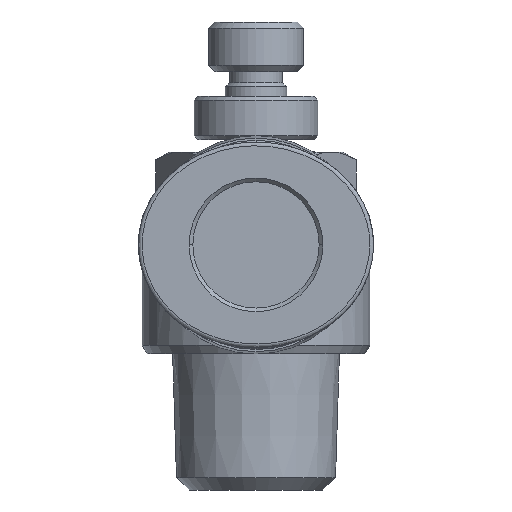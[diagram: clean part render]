
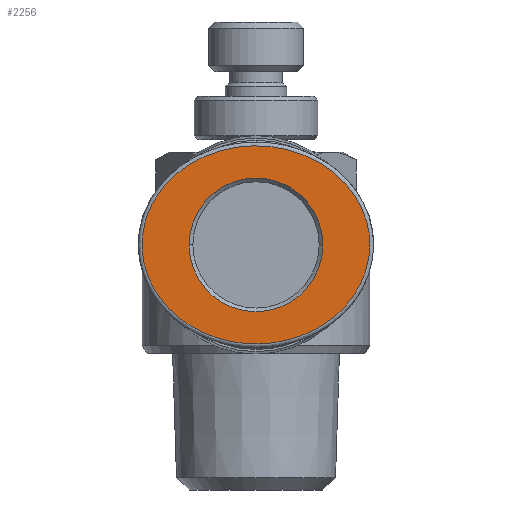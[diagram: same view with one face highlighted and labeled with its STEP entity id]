
A CAD part, front view. The second image highlights one B-rep face of the part: STEP entity #2256.
In plain terms, the highlighted planar face has unit normal (0, -1, 0).
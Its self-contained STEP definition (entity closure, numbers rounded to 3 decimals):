
#864=CARTESIAN_POINT('',(-5.363,-20.436,0.9));
#865=VERTEX_POINT('',#864);
#872=CARTESIAN_POINT('',(5.437,-20.436,0.9));
#873=VERTEX_POINT('',#872);
#874=CARTESIAN_POINT('',(0.037,-20.436,0.9));
#875=DIRECTION('',(0.0,-1.0,0.0));
#876=DIRECTION('',(-1.0,0.0,0.0));
#877=AXIS2_PLACEMENT_3D('',#874,#875,#876);
#878=CIRCLE('',#877,5.4);
#879=EDGE_CURVE('',#865,#873,#878,.T.);
#2185=CARTESIAN_POINT('',(0.037,-20.436,0.9));
#2186=DIRECTION('',(0.0,-1.0,0.0));
#2187=DIRECTION('',(-1.0,0.0,0.0));
#2188=AXIS2_PLACEMENT_3D('',#2185,#2186,#2187);
#2189=CIRCLE('',#2188,5.4);
#2190=EDGE_CURVE('',#873,#865,#2189,.T.);
#2214=CARTESIAN_POINT('',(9.537,-20.436,0.9));
#2215=DIRECTION('',(0.0,1.0,0.0));
#2216=DIRECTION('',(0.0,0.0,1.0));
#2217=AXIS2_PLACEMENT_3D('',#2214,#2215,#2216);
#2218=PLANE('',#2217);
#2219=CARTESIAN_POINT('',(9.237,-20.436,0.9));
#2220=VERTEX_POINT('',#2219);
#2221=CARTESIAN_POINT('',(9.237,-20.436,0.9));
#2222=CARTESIAN_POINT('',(9.237,-20.436,-0.995));
#2223=CARTESIAN_POINT('',(8.399,-20.436,-2.881));
#2224=CARTESIAN_POINT('',(5.636,-20.436,-5.741));
#2225=CARTESIAN_POINT('',(3.631,-20.436,-6.687));
#2226=CARTESIAN_POINT('',(-0.208,-20.436,-7.248));
#2227=CARTESIAN_POINT('',(-2.043,-20.436,-7.052));
#2228=CARTESIAN_POINT('',(-5.058,-20.436,-5.884));
#2229=CARTESIAN_POINT('',(-6.304,-20.436,-5.056));
#2230=CARTESIAN_POINT('',(-7.985,-20.436,-3.147));
#2231=CARTESIAN_POINT('',(-8.537,-20.436,-2.192));
#2232=CARTESIAN_POINT('',(-9.058,-20.436,-0.484));
#2233=CARTESIAN_POINT('',(-9.163,-20.436,0.21));
#2234=CARTESIAN_POINT('',(-9.162,-20.436,1.601));
#2235=CARTESIAN_POINT('',(-9.054,-20.436,2.303));
#2236=CARTESIAN_POINT('',(-8.524,-20.436,4.028));
#2237=CARTESIAN_POINT('',(-7.943,-20.436,5.015));
#2238=CARTESIAN_POINT('',(-6.065,-20.436,7.095));
#2239=CARTESIAN_POINT('',(-4.546,-20.436,7.997));
#2240=CARTESIAN_POINT('',(-1.196,-20.436,8.982));
#2241=CARTESIAN_POINT('',(0.645,-20.436,9.033));
#2242=CARTESIAN_POINT('',(4.348,-20.436,8.186));
#2243=CARTESIAN_POINT('',(6.207,-20.436,7.139));
#2244=CARTESIAN_POINT('',(8.591,-20.436,4.26));
#2245=CARTESIAN_POINT('',(9.237,-20.436,2.59));
#2246=CARTESIAN_POINT('',(9.237,-20.436,0.9));
#2247=B_SPLINE_CURVE_WITH_KNOTS('',3,(#2221,#2222,#2223,#2224,#2225,#2226,#2227,#2228,#2229,#2230,#2231,#2232,#2233,#2234,#2235,#2236,#2237,#2238,#2239,#2240,#2241,#2242,#2243,#2244,#2245,#2246),.UNSPECIFIED.,.T.,.U.,(4,2,2,2,2,2,2,2,2,2,2,2,4),(0.0,0.664,1.393,2.015,2.522,2.899,3.142,3.384,3.772,4.365,4.985,5.691,6.283),.UNSPECIFIED.);
#2248=EDGE_CURVE('',#2220,#2220,#2247,.T.);
#2249=ORIENTED_EDGE('',*,*,#2248,.F.);
#2250=EDGE_LOOP('',(#2249));
#2251=FACE_OUTER_BOUND('',#2250,.T.);
#2252=ORIENTED_EDGE('',*,*,#2190,.F.);
#2253=ORIENTED_EDGE('',*,*,#879,.F.);
#2254=EDGE_LOOP('',(#2252,#2253));
#2255=FACE_BOUND('',#2254,.T.);
#2256=ADVANCED_FACE('',(#2251,#2255),#2218,.F.);
